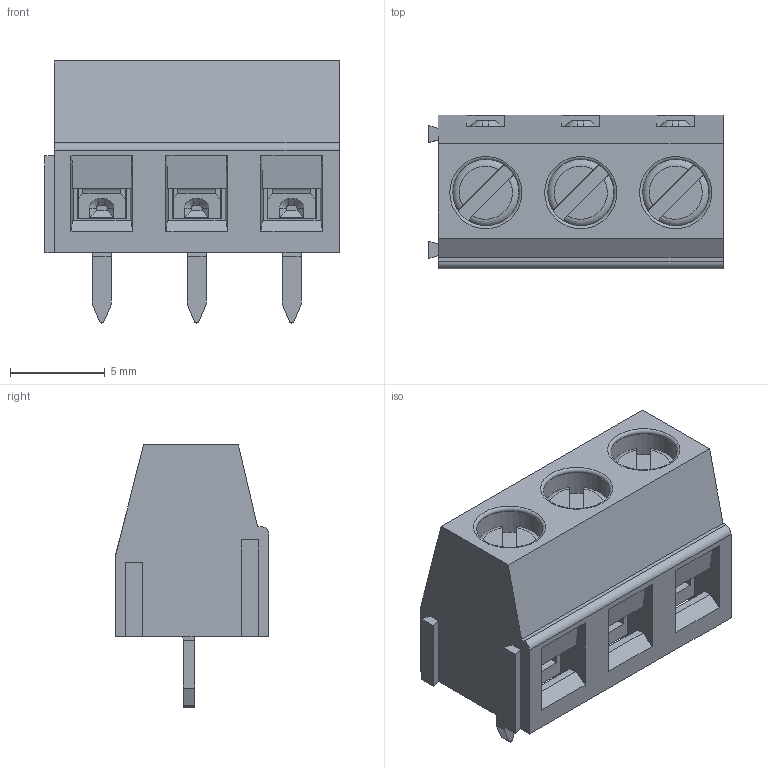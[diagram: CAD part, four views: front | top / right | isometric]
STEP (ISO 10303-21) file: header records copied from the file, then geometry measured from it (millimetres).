
FILE_DESCRIPTION(('STEP AP214'), '1');
FILE_NAME('DG127', '2019-09-29T18:20:57', ('AF'), (''), 'UNSPECIFIED', 'UNSPECIFIED', '');
FILE_SCHEMA(('AUTOMOTIVE_DESIGN { 1 0 10303 214 3 1 1}'));
Length unit declared in the file: millimetre
Assembly tree (9 placements, depth 2):
  (unnamed)
    (unnamed)  x3
    (unnamed)  x3
    (unnamed)  x3
Bounding box: 15.5 x 8.1 x 13.8 mm (x, y, z)
Volume: 753.4 mm3; surface area: 2021.1 mm2
Topology: 10 solids, 10 shells, 362 faces, 909 edges, 570 vertices
Faces by surface type: plane 295, cylinder 40, cone 18, torus 9
Full cylindrical faces by diameter (mm): 1.8 x3, 2 x3, 2.5 x3, 2.7 x3, 3.6 x3, 3.8 x3
Entity records: 8219 total; most frequent: CARTESIAN_POINT 1135, ORIENTED_EDGE 1050, DIRECTION 1008, EDGE_CURVE 525, LINE 468, VECTOR 468, VERTEX_POINT 343, AXIS2_PLACEMENT_3D 270
